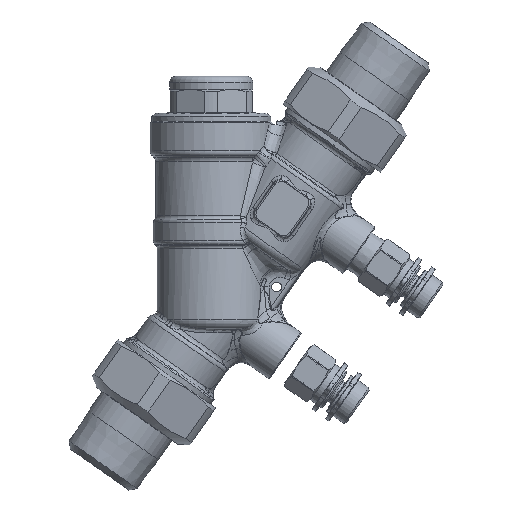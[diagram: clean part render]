
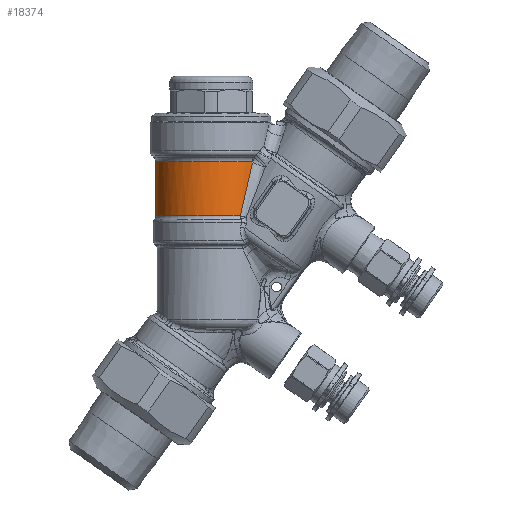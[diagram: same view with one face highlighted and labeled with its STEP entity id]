
A CAD part, left-side view. The second image highlights one B-rep face of the part: STEP entity #18374.
In plain terms, the highlighted cylindrical face has radius 17.25 mm (diameter 34.5 mm), a partial arc.
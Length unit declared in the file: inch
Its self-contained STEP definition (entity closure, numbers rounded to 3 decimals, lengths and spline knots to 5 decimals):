
#1504=B_SPLINE_CURVE_WITH_KNOTS('',5,(#67573,#67574,#67575,#67576,#67577,
#67578,#67579,#67580,#67581),.UNSPECIFIED.,.F.,.F.,(6,3,6),(7.54717,
7.83869,7.9869),.UNSPECIFIED.);
#1508=B_SPLINE_CURVE_WITH_KNOTS('',3,(#67867,#67868,#67869,#67870,#67871,
#67872,#67873,#67874,#67875,#67876),.UNSPECIFIED.,.F.,.F.,(4,3,3,4),(7.85482,
8.0511,8.24493,8.3102),.UNSPECIFIED.);
#1509=B_SPLINE_CURVE_WITH_KNOTS('',3,(#67877,#67878,#67879,#67880,#67881,
#67882,#67883,#67884,#67885,#67886,#67887,#67888,#67889,#67890,#67891,#67892,
#67893,#67894,#67895,#67896,#67897,#67898,#67899,#67900,#67901),
 .UNSPECIFIED.,.F.,.F.,(4,3,3,3,3,3,3,3,4),(154.51974,158.63923,
163.12345,167.13852,167.60766,173.21956,177.94831,
181.79879,184.66206),.UNSPECIFIED.);
#1510=B_SPLINE_CURVE_WITH_KNOTS('',3,(#67902,#67903,#67904,#67905,#67906,
#67907,#67908,#67909,#67910,#67911,#67912,#67913,#67914,#67915,#67916,#67917,
#67918,#67919,#67920,#67921,#67922,#67923),.UNSPECIFIED.,.F.,.F.,(4,3,3,
3,3,3,3,4),(97.75513,104.72579,109.38553,111.69645,
116.94693,121.64551,125.81837,127.90217),
 .UNSPECIFIED.);
#3034=FACE_OUTER_BOUND('',#4205,.T.);
#4205=EDGE_LOOP('',(#13284,#13285,#13286,#13287,#13288,#13289));
#5213=CIRCLE('',#19631,0.67913);
#5239=CIRCLE('',#19666,0.67913);
#7213=VERTEX_POINT('',#59318);
#7216=VERTEX_POINT('',#59323);
#7274=VERTEX_POINT('',#63698);
#7275=VERTEX_POINT('',#63700);
#7326=VERTEX_POINT('',#67572);
#7333=VERTEX_POINT('',#67866);
#9252=EDGE_CURVE('',#7213,#7216,#5213,.F.);
#9343=EDGE_CURVE('',#7274,#7275,#5239,.F.);
#9429=EDGE_CURVE('',#7213,#7326,#1504,.T.);
#9440=EDGE_CURVE('',#7216,#7333,#1508,.T.);
#9441=EDGE_CURVE('',#7333,#7275,#1509,.T.);
#9442=EDGE_CURVE('',#7274,#7326,#1510,.T.);
#13284=ORIENTED_EDGE('',*,*,#9252,.T.);
#13285=ORIENTED_EDGE('',*,*,#9440,.T.);
#13286=ORIENTED_EDGE('',*,*,#9441,.T.);
#13287=ORIENTED_EDGE('',*,*,#9343,.F.);
#13288=ORIENTED_EDGE('',*,*,#9442,.T.);
#13289=ORIENTED_EDGE('',*,*,#9429,.F.);
#16658=CYLINDRICAL_SURFACE('',#19713,0.67913);
#18374=ADVANCED_FACE('',(#3034),#16658,.T.);
#19631=AXIS2_PLACEMENT_3D('',#59325,#21781,#21782);
#19666=AXIS2_PLACEMENT_3D('',#63701,#21864,#21865);
#19713=AXIS2_PLACEMENT_3D('',#67865,#21966,#21967);
#21781=DIRECTION('center_axis',(0.,0.,1.));
#21782=DIRECTION('ref_axis',(-1.,0.,0.));
#21864=DIRECTION('center_axis',(0.,0.,1.));
#21865=DIRECTION('ref_axis',(-1.,0.,0.));
#21966=DIRECTION('center_axis',(0.,0.,1.));
#21967=DIRECTION('ref_axis',(-0.479,0.878,0.));
#59318=CARTESIAN_POINT('',(-0.46003,-0.4996,-0.58183));
#59323=CARTESIAN_POINT('',(0.46003,-0.4996,-0.58183));
#59325=CARTESIAN_POINT('Origin',(0.,0.,
-0.58183));
#63698=CARTESIAN_POINT('',(-0.57781,-0.35687,-1.24326));
#63700=CARTESIAN_POINT('',(0.57781,-0.35687,-1.24326));
#63701=CARTESIAN_POINT('Origin',(0.,0.,
-1.24326));
#67572=CARTESIAN_POINT('',(-0.45244,-0.50648,-0.58429));
#67573=CARTESIAN_POINT('Ctrl Pts',(-0.46003,-0.4996,
-0.58183));
#67574=CARTESIAN_POINT('Ctrl Pts',(-0.45907,-0.50048,
-0.58183));
#67575=CARTESIAN_POINT('Ctrl Pts',(-0.45808,-0.50139,
-0.58192));
#67576=CARTESIAN_POINT('Ctrl Pts',(-0.45706,-0.50231,
-0.58211));
#67577=CARTESIAN_POINT('Ctrl Pts',(-0.45551,-0.50372,
-0.58258));
#67578=CARTESIAN_POINT('Ctrl Pts',(-0.45396,-0.50511,
-0.58334));
#67579=CARTESIAN_POINT('Ctrl Pts',(-0.45345,-0.50558,
-0.58363));
#67580=CARTESIAN_POINT('Ctrl Pts',(-0.45294,-0.50603,
-0.58395));
#67581=CARTESIAN_POINT('Ctrl Pts',(-0.45244,-0.50648,
-0.58429));
#67865=CARTESIAN_POINT('Origin',(0.,0.,
-1.3509));
#67866=CARTESIAN_POINT('',(0.45244,-0.50648,-0.5843));
#67867=CARTESIAN_POINT('Ctrl Pts',(0.46003,-0.4996,
-0.58183));
#67868=CARTESIAN_POINT('Ctrl Pts',(0.45898,-0.50056,
-0.58183));
#67869=CARTESIAN_POINT('Ctrl Pts',(0.4579,-0.50155,
-0.58195));
#67870=CARTESIAN_POINT('Ctrl Pts',(0.45679,-0.50256,
-0.58225));
#67871=CARTESIAN_POINT('Ctrl Pts',(0.4557,-0.50355,
-0.58253));
#67872=CARTESIAN_POINT('Ctrl Pts',(0.45459,-0.50455,
-0.58299));
#67873=CARTESIAN_POINT('Ctrl Pts',(0.45351,-0.50552,
-0.58361));
#67874=CARTESIAN_POINT('Ctrl Pts',(0.45315,-0.50584,
-0.58382));
#67875=CARTESIAN_POINT('Ctrl Pts',(0.45279,-0.50617,
-0.58405));
#67876=CARTESIAN_POINT('Ctrl Pts',(0.45244,-0.50648,
-0.58429));
#67877=CARTESIAN_POINT('Ctrl Pts',(0.45244,-0.50648,
-0.5843));
#67878=CARTESIAN_POINT('Ctrl Pts',(0.46094,-0.49889,
-0.61386));
#67879=CARTESIAN_POINT('Ctrl Pts',(0.46896,-0.49134,
-0.64358));
#67880=CARTESIAN_POINT('Ctrl Pts',(0.47653,-0.48389,
-0.67343));
#67881=CARTESIAN_POINT('Ctrl Pts',(0.48476,-0.47578,
-0.70594));
#67882=CARTESIAN_POINT('Ctrl Pts',(0.49246,-0.46779,
-0.73861));
#67883=CARTESIAN_POINT('Ctrl Pts',(0.49967,-0.45995,
-0.77142));
#67884=CARTESIAN_POINT('Ctrl Pts',(0.50613,-0.45293,
-0.8008));
#67885=CARTESIAN_POINT('Ctrl Pts',(0.5122,-0.44604,
-0.83029));
#67886=CARTESIAN_POINT('Ctrl Pts',(0.51794,-0.43927,
-0.85983));
#67887=CARTESIAN_POINT('Ctrl Pts',(0.51861,-0.43848,-0.86329));
#67888=CARTESIAN_POINT('Ctrl Pts',(0.51928,-0.43769,
-0.86674));
#67889=CARTESIAN_POINT('Ctrl Pts',(0.51994,-0.4369,
-0.87019));
#67890=CARTESIAN_POINT('Ctrl Pts',(0.52786,-0.42748,
-0.9115));
#67891=CARTESIAN_POINT('Ctrl Pts',(0.53512,-0.41832,
-0.95289));
#67892=CARTESIAN_POINT('Ctrl Pts',(0.54189,-0.40937,
-0.99416));
#67893=CARTESIAN_POINT('Ctrl Pts',(0.54758,-0.40183,
-1.02893));
#67894=CARTESIAN_POINT('Ctrl Pts',(0.55292,-0.39443,
-1.06362));
#67895=CARTESIAN_POINT('Ctrl Pts',(0.55797,-0.38716,
-1.09811));
#67896=CARTESIAN_POINT('Ctrl Pts',(0.56208,-0.38124,
-1.1262));
#67897=CARTESIAN_POINT('Ctrl Pts',(0.56599,-0.37539,
-1.15415));
#67898=CARTESIAN_POINT('Ctrl Pts',(0.56974,-0.36962,
-1.18187));
#67899=CARTESIAN_POINT('Ctrl Pts',(0.57252,-0.36533,
-1.20248));
#67900=CARTESIAN_POINT('Ctrl Pts',(0.57521,-0.36108,
-1.22296));
#67901=CARTESIAN_POINT('Ctrl Pts',(0.57781,-0.35687,
-1.24326));
#67902=CARTESIAN_POINT('Ctrl Pts',(-0.57781,-0.35687,
-1.24326));
#67903=CARTESIAN_POINT('Ctrl Pts',(-0.57149,-0.36711,
-1.19385));
#67904=CARTESIAN_POINT('Ctrl Pts',(-0.56469,-0.37752,
-1.14356));
#67905=CARTESIAN_POINT('Ctrl Pts',(-0.55724,-0.38821,
-1.09284));
#67906=CARTESIAN_POINT('Ctrl Pts',(-0.55226,-0.39536,
-1.05893));
#67907=CARTESIAN_POINT('Ctrl Pts',(-0.54699,-0.40263,
-1.02482));
#67908=CARTESIAN_POINT('Ctrl Pts',(-0.54137,-0.41006,-0.99064));
#67909=CARTESIAN_POINT('Ctrl Pts',(-0.53858,-0.41374,
-0.97368));
#67910=CARTESIAN_POINT('Ctrl Pts',(-0.5357,-0.41746,
-0.95671));
#67911=CARTESIAN_POINT('Ctrl Pts',(-0.53273,-0.42122,
-0.93972));
#67912=CARTESIAN_POINT('Ctrl Pts',(-0.52597,-0.42977,
-0.90113));
#67913=CARTESIAN_POINT('Ctrl Pts',(-0.51871,-0.43853,
-0.86248));
#67914=CARTESIAN_POINT('Ctrl Pts',(-0.51082,-0.44753,
-0.8239));
#67915=CARTESIAN_POINT('Ctrl Pts',(-0.50377,-0.45558,
-0.78938));
#67916=CARTESIAN_POINT('Ctrl Pts',(-0.49621,-0.46382,
-0.75491));
#67917=CARTESIAN_POINT('Ctrl Pts',(-0.48808,-0.47223,
-0.72058));
#67918=CARTESIAN_POINT('Ctrl Pts',(-0.48086,-0.47969,
-0.69009));
#67919=CARTESIAN_POINT('Ctrl Pts',(-0.47319,-0.48728,
-0.6597));
#67920=CARTESIAN_POINT('Ctrl Pts',(-0.46503,-0.49495,
-0.62947));
#67921=CARTESIAN_POINT('Ctrl Pts',(-0.46095,-0.49878,
-0.61437));
#67922=CARTESIAN_POINT('Ctrl Pts',(-0.45676,-0.50262,
-0.59931));
#67923=CARTESIAN_POINT('Ctrl Pts',(-0.45244,-0.50648,
-0.58429));
